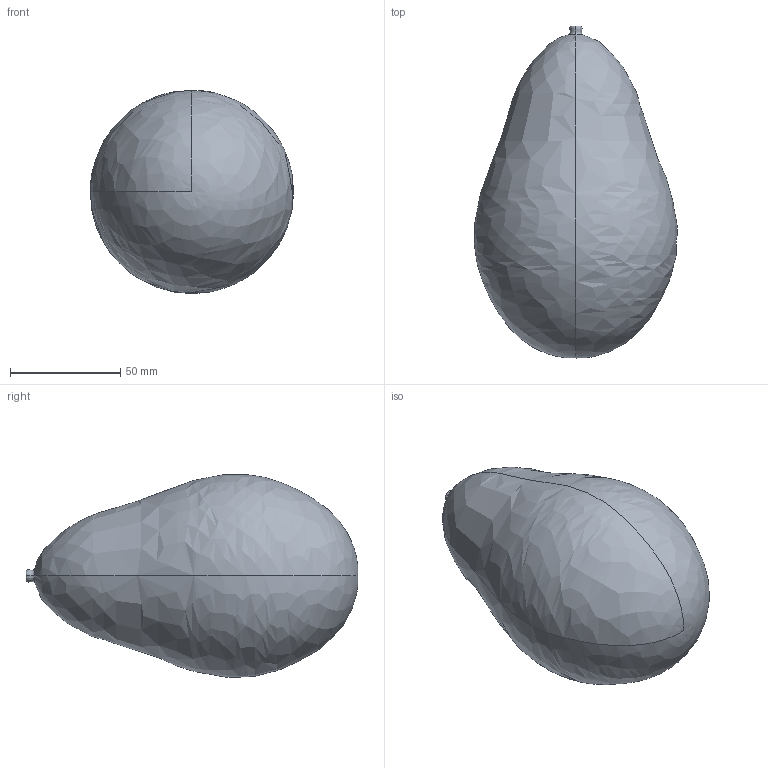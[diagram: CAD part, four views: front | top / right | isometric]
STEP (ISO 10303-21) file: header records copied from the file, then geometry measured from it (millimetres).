
FILE_DESCRIPTION(/* description */ ('Description'),/* implementation_level */ '2;1');
FILE_NAME(/* name */ 'AvocadoLarge.STEP',/* time_stamp */ '2022-01-23T19:10:00-05:00',/* author */ ('luis-'),/* organization */ (''),/* preprocessor_version */ 'ST-DEVELOPER v18.1',/* originating_system */ 'Autodesk Inventor 2022',/* authorisation */ '');
FILE_SCHEMA (('AUTOMOTIVE_DESIGN { 1 0 10303 214 3 1 1 }'));
Length unit declared in the file: millimetre
Products named in the file (1): Avocado Large
Bounding box: 92.29 x 150.81 x 92.29 mm (x, y, z)
Volume: 584174.2 mm3; surface area: 35556 mm2
Topology: 1 solids, 1 shells, 6 faces, 15 edges, 7 vertices
Faces by surface type: bspline 6
Entity records: 618 total; most frequent: CARTESIAN_POINT 473, ORIENTED_EDGE 22, DIRECTION 12, EDGE_CURVE 11, VERTEX_POINT 7, FACE_OUTER_BOUND 6, EDGE_LOOP 6, B_SPLINE_CURVE_WITH_KNOTS 6
